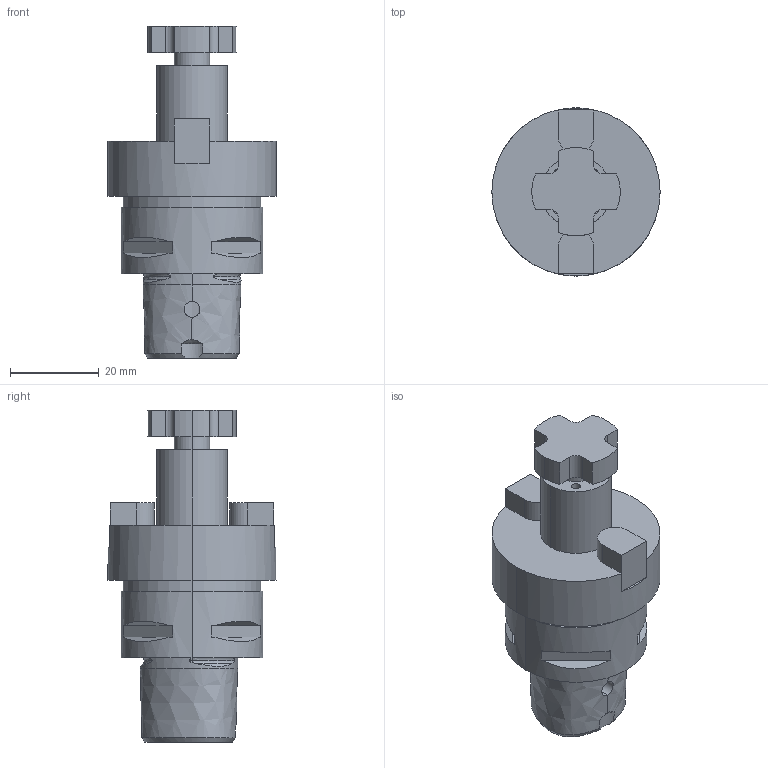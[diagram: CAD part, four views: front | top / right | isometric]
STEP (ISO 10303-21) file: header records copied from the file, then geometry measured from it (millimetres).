
FILE_DESCRIPTION (( 'STEP AP203' ), '1' );
FILE_NAME ('STP-140.157.16.030.STEP', '2020-05-29T09:33:57', ( '' ), ( '' ), 'SwSTEP 2.0', 'SolidWorks 2017', '' );
FILE_SCHEMA (( 'CONFIG_CONTROL_DESIGN' ));
Length unit declared in the file: millimetre
Products named in the file (1): STP-140.157.16.030
Bounding box: 38 x 38 x 75 mm (x, y, z)
Volume: 34828.7 mm3; surface area: 11607.7 mm2
Topology: 1 solids, 1 shells, 154 faces, 369 edges, 236 vertices
Faces by surface type: plane 63, cylinder 58, cone 14, torus 13, bspline 6
Entity records: 7066 total; most frequent: CARTESIAN_POINT 3439, ORIENTED_EDGE 738, DIRECTION 729, EDGE_CURVE 369, AXIS2_PLACEMENT_3D 290, VERTEX_POINT 236, EDGE_LOOP 183, FACE_OUTER_BOUND 154
